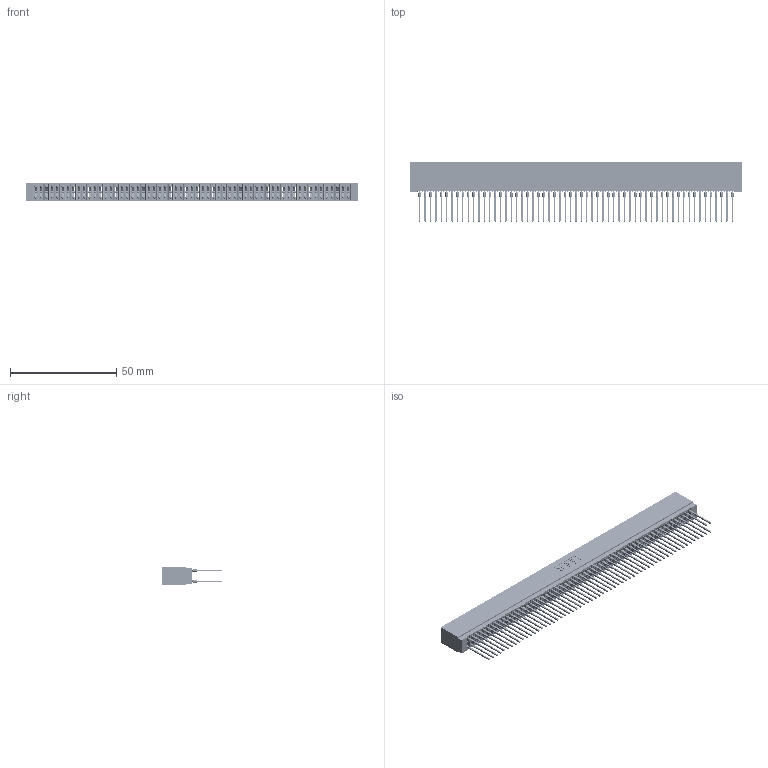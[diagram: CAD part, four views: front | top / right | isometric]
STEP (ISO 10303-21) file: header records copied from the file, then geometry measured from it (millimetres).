
FILE_DESCRIPTION (( 'STEP AP203' ), '1' );
FILE_NAME ('725-118-540-201.STEP', '2020-09-10T09:56:41', ( '' ), ( '' ), 'SwSTEP 2.0', 'SolidWorks 2020', '' );
FILE_SCHEMA (( 'CONFIG_CONTROL_DESIGN' ));
Length unit declared in the file: inch
Products named in the file (3): 745-292-001_540; 725 Part_Insulator Option - 01; 725-118-540-201
Assembly tree (119 placements, depth 2):
  725-118-540-201
    725 Part_Insulator Option - 01
    745-292-001_540  x118
Bounding box: 156.46 x 28.21 x 8.89 mm (x, y, z)
Volume: 12670.7 mm3; surface area: 28496.9 mm2
Topology: 119 solids, 119 shells, 10656 faces, 28633 edges, 17986 vertices
Faces by surface type: plane 5483, bspline 2360, cylinder 2105, torus 708
Entity records: 96977 total; most frequent: CARTESIAN_POINT 17315, ORIENTED_EDGE 16784, DIRECTION 14650, EDGE_CURVE 8392, LINE 7856, VECTOR 7856, VERTEX_POINT 5350, AXIS2_PLACEMENT_3D 3397
